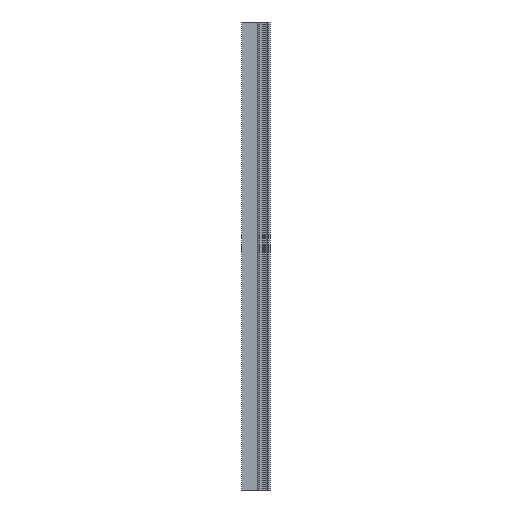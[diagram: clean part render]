
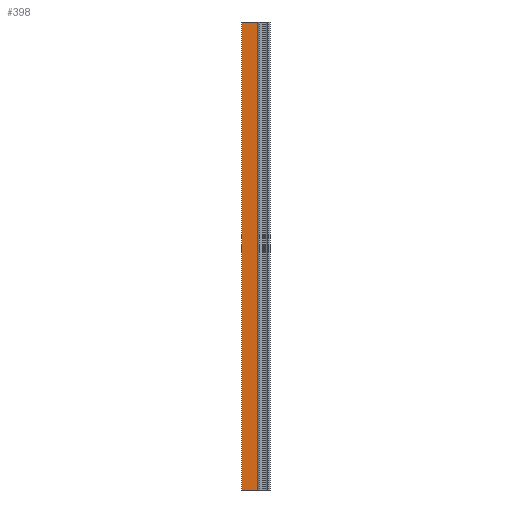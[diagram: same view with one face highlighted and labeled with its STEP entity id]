
A CAD part, front view. The second image highlights one B-rep face of the part: STEP entity #398.
In plain terms, the highlighted planar face has unit normal (0, -1, 0).
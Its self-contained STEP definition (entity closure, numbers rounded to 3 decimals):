
#74 = CARTESIAN_POINT ( 'NONE',  ( 12.9, 8.8, 188. ) ) ;
#85 = EDGE_CURVE ( 'NONE', #615, #517, #95, .T. ) ;
#95 = LINE ( 'NONE', #1286, #1070 ) ;
#119 = DIRECTION ( 'NONE',  ( 0., 0., -1. ) ) ;
#143 = VERTEX_POINT ( 'NONE', #822 ) ;
#166 = VECTOR ( 'NONE', #1071, 1000. ) ;
#398 = ADVANCED_FACE ( 'NONE', ( #960 ), #757, .F. ) ;
#408 = LINE ( 'NONE', #788, #166 ) ;
#418 = ORIENTED_EDGE ( 'NONE', *, *, #1196, .F. ) ;
#457 = DIRECTION ( 'NONE',  ( 1., 0., 0. ) ) ;
#497 = CARTESIAN_POINT ( 'NONE',  ( 0., 8.8, 188. ) ) ;
#517 = VERTEX_POINT ( 'NONE', #736 ) ;
#579 = VECTOR ( 'NONE', #119, 1000. ) ;
#615 = VERTEX_POINT ( 'NONE', #1116 ) ;
#646 = AXIS2_PLACEMENT_3D ( 'NONE', #654, #1238, #1144 ) ;
#654 = CARTESIAN_POINT ( 'NONE',  ( 0., 8.8, 188. ) ) ;
#666 = VERTEX_POINT ( 'NONE', #74 ) ;
#698 = DIRECTION ( 'NONE',  ( 1., 0., 0. ) ) ;
#723 = VECTOR ( 'NONE', #457, 1000. ) ;
#736 = CARTESIAN_POINT ( 'NONE',  ( 12.9, 8.8, -188. ) ) ;
#740 = EDGE_CURVE ( 'NONE', #143, #615, #408, .T. ) ;
#757 = PLANE ( 'NONE',  #646 ) ;
#771 = ORIENTED_EDGE ( 'NONE', *, *, #833, .F. ) ;
#788 = CARTESIAN_POINT ( 'NONE',  ( 0., 8.8, 188. ) ) ;
#822 = CARTESIAN_POINT ( 'NONE',  ( 0., 8.8, 188. ) ) ;
#833 = EDGE_CURVE ( 'NONE', #143, #666, #1010, .T. ) ;
#960 = FACE_OUTER_BOUND ( 'NONE', #1298, .T. ) ;
#1010 = LINE ( 'NONE', #497, #723 ) ;
#1070 = VECTOR ( 'NONE', #698, 1000. ) ;
#1071 = DIRECTION ( 'NONE',  ( 0., 0., -1. ) ) ;
#1109 = CARTESIAN_POINT ( 'NONE',  ( 12.9, 8.8, 188. ) ) ;
#1116 = CARTESIAN_POINT ( 'NONE',  ( 0., 8.8, -188. ) ) ;
#1144 = DIRECTION ( 'NONE',  ( 0., 0., 1. ) ) ;
#1188 = ORIENTED_EDGE ( 'NONE', *, *, #85, .T. ) ;
#1196 = EDGE_CURVE ( 'NONE', #666, #517, #1285, .T. ) ;
#1237 = ORIENTED_EDGE ( 'NONE', *, *, #740, .T. ) ;
#1238 = DIRECTION ( 'NONE',  ( 0., 1., 0. ) ) ;
#1285 = LINE ( 'NONE', #1109, #579 ) ;
#1286 = CARTESIAN_POINT ( 'NONE',  ( 0., 8.8, -188. ) ) ;
#1298 = EDGE_LOOP ( 'NONE', ( #1188, #418, #771, #1237 ) ) ;
